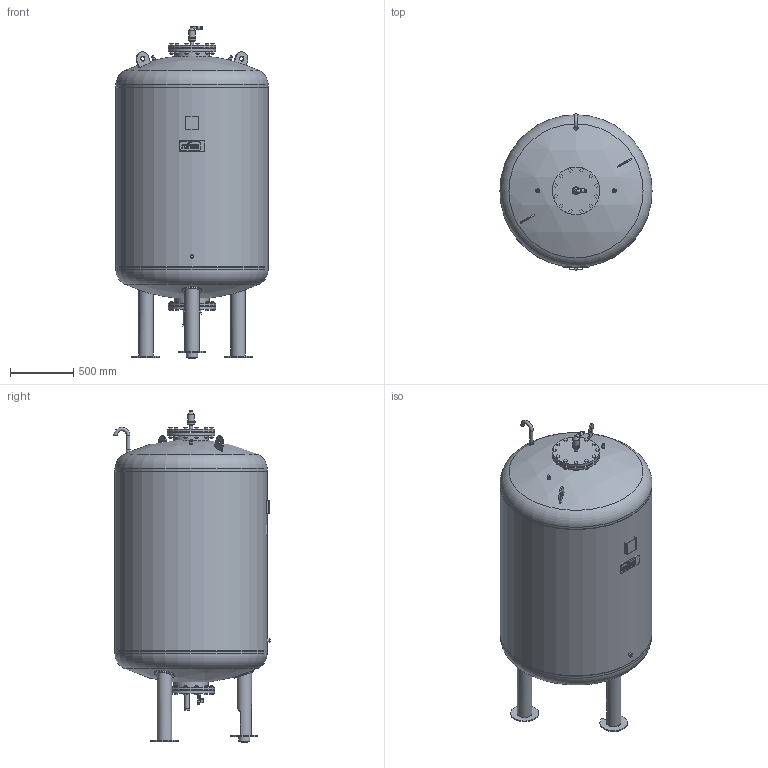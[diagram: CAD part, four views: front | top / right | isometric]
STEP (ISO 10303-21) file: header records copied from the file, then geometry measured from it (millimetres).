
FILE_DESCRIPTION(/* description */ (''),/* implementation_level */ '2;1');
FILE_NAME(/* name */ '3d_VariomatVG2000-8601005.stp',/* time_stamp */ '2024-09-24T14:51:43+02:00',/* author */ ('Andrzej'),/* organization */ (''),/* preprocessor_version */ 'ST-DEVELOPER v16.13',/* originating_system */ 'AutoCAD Mechanical',/* authorisation */ '');
FILE_SCHEMA (('AUTOMOTIVE_DESIGN { 1 0 10303 214 3 1 1 }'));
Length unit declared in the file: millimetre
Products named in the file (1): Product
Bounding box: 1200 x 1232.45 x 2618 mm (x, y, z)
Volume: 2016225456 mm3; surface area: 15524020.7 mm2
Topology: 43 solids, 45 shells, 938 faces, 2150 edges, 1423 vertices
Faces by surface type: plane 664, cylinder 205, cone 42, sphere 15, torus 12
Full cylindrical faces by diameter (mm): 10.3 x1, 11.5 x1, 12 x1, 14.6 x1, 15.6 x2, 16 x48, 16.662 x1, 18.9 x1, 20.7 x1, 20.9 x2, 20.955 x1, 21 x1, 23 x1, 23.6 x1, 24.5 x1, 24.7 x1, 25.4 x1, 26.4 x1, 26.6 x1, 26.9 x4, 27 x1, 28 x1, 30 x3, 33.7 x3, 38 x2, 50 x1, 57 x1, 63 x2, 90 x1, 107 x2
Entity records: 25650 total; most frequent: CARTESIAN_POINT 4715, DIRECTION 4295, ORIENTED_EDGE 3896, EDGE_CURVE 1948, LINE 1455, VECTOR 1455, AXIS2_PLACEMENT_3D 1420, VERTEX_POINT 1382
